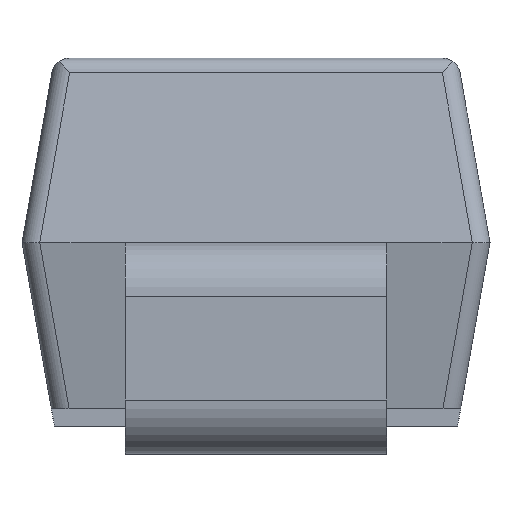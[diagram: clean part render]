
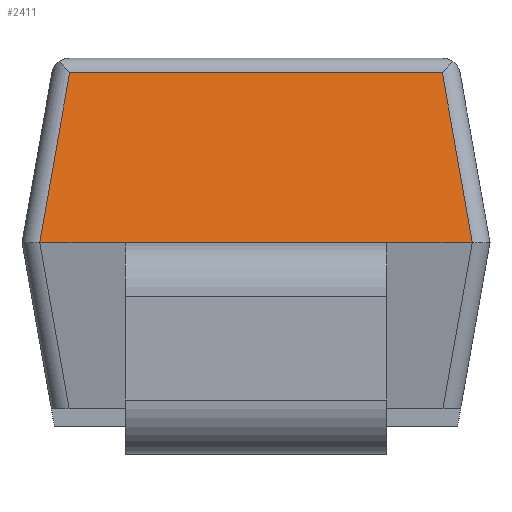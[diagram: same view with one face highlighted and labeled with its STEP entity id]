
A CAD part, left-side view. The second image highlights one B-rep face of the part: STEP entity #2411.
In plain terms, the highlighted planar face has unit normal (-0.985, 0, 0.174).
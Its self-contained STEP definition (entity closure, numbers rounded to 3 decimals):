
#123 = VERTEX_POINT ( 'NONE', #5331 ) ;
#430 = EDGE_CURVE ( 'NONE', #123, #7915, #7587, .T. ) ;
#532 = DIRECTION ( 'NONE',  ( -0.985, 0., 0.174 ) ) ;
#899 = DIRECTION ( 'NONE',  ( 0., -1., 0. ) ) ;
#1851 = FACE_OUTER_BOUND ( 'NONE', #8038, .T. ) ;
#2108 = ORIENTED_EDGE ( 'NONE', *, *, #11022, .T. ) ;
#2411 = ADVANCED_FACE ( 'NONE', ( #1851 ), #4060, .T. ) ;
#2591 = ORIENTED_EDGE ( 'NONE', *, *, #6026, .T. ) ;
#3858 = EDGE_CURVE ( 'NONE', #7915, #4259, #4465, .T. ) ;
#4060 = PLANE ( 'NONE',  #9003 ) ;
#4259 = VERTEX_POINT ( 'NONE', #11308 ) ;
#4465 = LINE ( 'NONE', #13420, #15973 ) ;
#4709 = LINE ( 'NONE', #11569, #17627 ) ;
#4955 = LINE ( 'NONE', #7136, #5919 ) ;
#5157 = VECTOR ( 'NONE', #17113, 1000. ) ;
#5331 = CARTESIAN_POINT ( 'NONE',  ( -2.175, -0.725, 0. ) ) ;
#5561 = CARTESIAN_POINT ( 'NONE',  ( -2.175, -1.202, 0. ) ) ;
#5705 = VERTEX_POINT ( 'NONE', #15932 ) ;
#5919 = VECTOR ( 'NONE', #10616, 1000. ) ;
#5972 = VECTOR ( 'NONE', #899, 1000. ) ;
#6026 = EDGE_CURVE ( 'NONE', #4259, #11786, #4709, .T. ) ;
#6232 = ORIENTED_EDGE ( 'NONE', *, *, #3858, .T. ) ;
#7136 = CARTESIAN_POINT ( 'NONE',  ( -2.175, 1.3, 0. ) ) ;
#7587 = LINE ( 'NONE', #22109, #5972 ) ;
#7680 = DIRECTION ( 'NONE',  ( 0.174, 0., 0.985 ) ) ;
#7915 = VERTEX_POINT ( 'NONE', #5561 ) ;
#8038 = EDGE_LOOP ( 'NONE', ( #2591, #20733, #2108, #8410, #22443, #6232 ) ) ;
#8410 = ORIENTED_EDGE ( 'NONE', *, *, #11824, .T. ) ;
#9003 = AXIS2_PLACEMENT_3D ( 'NONE', #9422, #532, #7680 ) ;
#9422 = CARTESIAN_POINT ( 'NONE',  ( -2.175, 1.3, 0. ) ) ;
#9690 = EDGE_CURVE ( 'NONE', #11786, #5705, #17272, .T. ) ;
#9734 = DIRECTION ( 'NONE',  ( -0.171, 0.171, -0.97 ) ) ;
#9960 = CARTESIAN_POINT ( 'NONE',  ( -2.178, 1.204, -0.016 ) ) ;
#10045 = DIRECTION ( 'NONE',  ( 0.171, 0.171, 0.97 ) ) ;
#10616 = DIRECTION ( 'NONE',  ( 0., -1., 0. ) ) ;
#11022 = EDGE_CURVE ( 'NONE', #5705, #11778, #4955, .T. ) ;
#11308 = CARTESIAN_POINT ( 'NONE',  ( -2.009, -1.035, 0.942 ) ) ;
#11569 = CARTESIAN_POINT ( 'NONE',  ( -2.009, 1.119, 0.942 ) ) ;
#11778 = VERTEX_POINT ( 'NONE', #15220 ) ;
#11786 = VERTEX_POINT ( 'NONE', #18526 ) ;
#11824 = EDGE_CURVE ( 'NONE', #11778, #123, #22373, .T. ) ;
#11916 = DIRECTION ( 'NONE',  ( 0., 1., 0. ) ) ;
#13420 = CARTESIAN_POINT ( 'NONE',  ( -2.102, -1.128, 0.415 ) ) ;
#15220 = CARTESIAN_POINT ( 'NONE',  ( -2.175, 0.725, 0. ) ) ;
#15932 = CARTESIAN_POINT ( 'NONE',  ( -2.175, 1.202, 0. ) ) ;
#15973 = VECTOR ( 'NONE', #10045, 1000. ) ;
#17113 = DIRECTION ( 'NONE',  ( 0., -1., 0. ) ) ;
#17272 = LINE ( 'NONE', #9960, #18817 ) ;
#17627 = VECTOR ( 'NONE', #11916, 1000. ) ;
#18526 = CARTESIAN_POINT ( 'NONE',  ( -2.009, 1.035, 0.942 ) ) ;
#18817 = VECTOR ( 'NONE', #9734, 1000. ) ;
#20733 = ORIENTED_EDGE ( 'NONE', *, *, #9690, .T. ) ;
#22109 = CARTESIAN_POINT ( 'NONE',  ( -2.175, 1.3, 0. ) ) ;
#22261 = CARTESIAN_POINT ( 'NONE',  ( -2.175, 1.3, 0. ) ) ;
#22373 = LINE ( 'NONE', #22261, #5157 ) ;
#22443 = ORIENTED_EDGE ( 'NONE', *, *, #430, .T. ) ;
